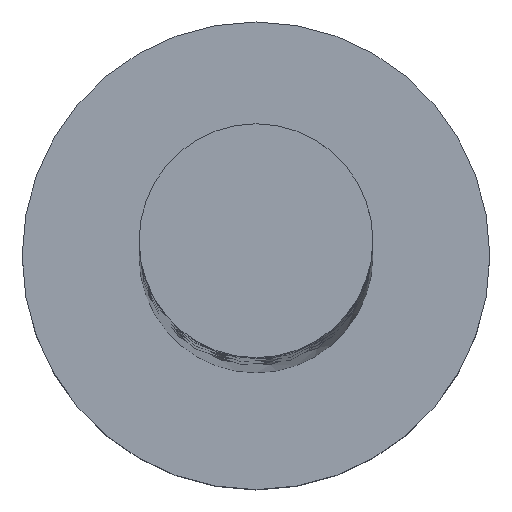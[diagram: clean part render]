
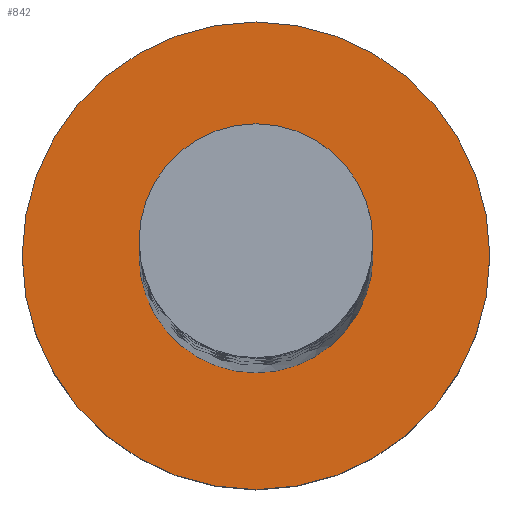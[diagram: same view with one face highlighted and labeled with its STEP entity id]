
A CAD part, top view. The second image highlights one B-rep face of the part: STEP entity #842.
In plain terms, the highlighted planar face has unit normal (0, 0, 1).
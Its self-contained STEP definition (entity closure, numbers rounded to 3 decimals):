
#5 = PLANE ( 'NONE',  #289 ) ;
#25 = CARTESIAN_POINT ( 'NONE',  ( 0., 0., 5. ) ) ;
#161 = DIRECTION ( 'NONE',  ( 0., 0., 1. ) ) ;
#172 = CARTESIAN_POINT ( 'NONE',  ( 6., 0., 5. ) ) ;
#190 = AXIS2_PLACEMENT_3D ( 'NONE', #25, #869, #1291 ) ;
#248 = VERTEX_POINT ( 'NONE', #793 ) ;
#289 = AXIS2_PLACEMENT_3D ( 'NONE', #408, #1556, #1096 ) ;
#296 = CARTESIAN_POINT ( 'NONE',  ( 0., 0., 5. ) ) ;
#378 = CIRCLE ( 'NONE', #1416, 6. ) ;
#408 = CARTESIAN_POINT ( 'NONE',  ( 0., 0., 5. ) ) ;
#450 = CARTESIAN_POINT ( 'NONE',  ( 0., 0., 5. ) ) ;
#487 = ORIENTED_EDGE ( 'NONE', *, *, #1390, .F. ) ;
#558 = AXIS2_PLACEMENT_3D ( 'NONE', #450, #161, #703 ) ;
#575 = DIRECTION ( 'NONE',  ( 0., 0., 1. ) ) ;
#580 = CIRCLE ( 'NONE', #1350, 6. ) ;
#632 = VERTEX_POINT ( 'NONE', #734 ) ;
#701 = ORIENTED_EDGE ( 'NONE', *, *, #1124, .T. ) ;
#703 = DIRECTION ( 'NONE',  ( 1., 0., 0. ) ) ;
#729 = CARTESIAN_POINT ( 'NONE',  ( 0., 0., 5. ) ) ;
#734 = CARTESIAN_POINT ( 'NONE',  ( 3., 0., 5. ) ) ;
#782 = EDGE_LOOP ( 'NONE', ( #701, #1036 ) ) ;
#793 = CARTESIAN_POINT ( 'NONE',  ( -6., 0., 5. ) ) ;
#842 = ADVANCED_FACE ( 'NONE', ( #1690, #1271 ), #5, .T. ) ;
#869 = DIRECTION ( 'NONE',  ( 0., 0., 1. ) ) ;
#879 = CARTESIAN_POINT ( 'NONE',  ( -3., 0., 5. ) ) ;
#952 = VERTEX_POINT ( 'NONE', #172 ) ;
#990 = EDGE_CURVE ( 'NONE', #1086, #632, #1798, .T. ) ;
#1036 = ORIENTED_EDGE ( 'NONE', *, *, #1498, .T. ) ;
#1086 = VERTEX_POINT ( 'NONE', #879 ) ;
#1096 = DIRECTION ( 'NONE',  ( 1., 0., 0. ) ) ;
#1124 = EDGE_CURVE ( 'NONE', #248, #952, #580, .T. ) ;
#1181 = CIRCLE ( 'NONE', #558, 3. ) ;
#1271 = FACE_OUTER_BOUND ( 'NONE', #782, .T. ) ;
#1277 = DIRECTION ( 'NONE',  ( 1., 0., 0. ) ) ;
#1291 = DIRECTION ( 'NONE',  ( 1., 0., 0. ) ) ;
#1350 = AXIS2_PLACEMENT_3D ( 'NONE', #296, #1603, #1434 ) ;
#1390 = EDGE_CURVE ( 'NONE', #632, #1086, #1181, .T. ) ;
#1416 = AXIS2_PLACEMENT_3D ( 'NONE', #729, #575, #1277 ) ;
#1434 = DIRECTION ( 'NONE',  ( 1., 0., 0. ) ) ;
#1498 = EDGE_CURVE ( 'NONE', #952, #248, #378, .T. ) ;
#1556 = DIRECTION ( 'NONE',  ( 0., 0., 1. ) ) ;
#1587 = EDGE_LOOP ( 'NONE', ( #1811, #487 ) ) ;
#1603 = DIRECTION ( 'NONE',  ( 0., 0., 1. ) ) ;
#1690 = FACE_BOUND ( 'NONE', #1587, .T. ) ;
#1798 = CIRCLE ( 'NONE', #190, 3. ) ;
#1811 = ORIENTED_EDGE ( 'NONE', *, *, #990, .F. ) ;
